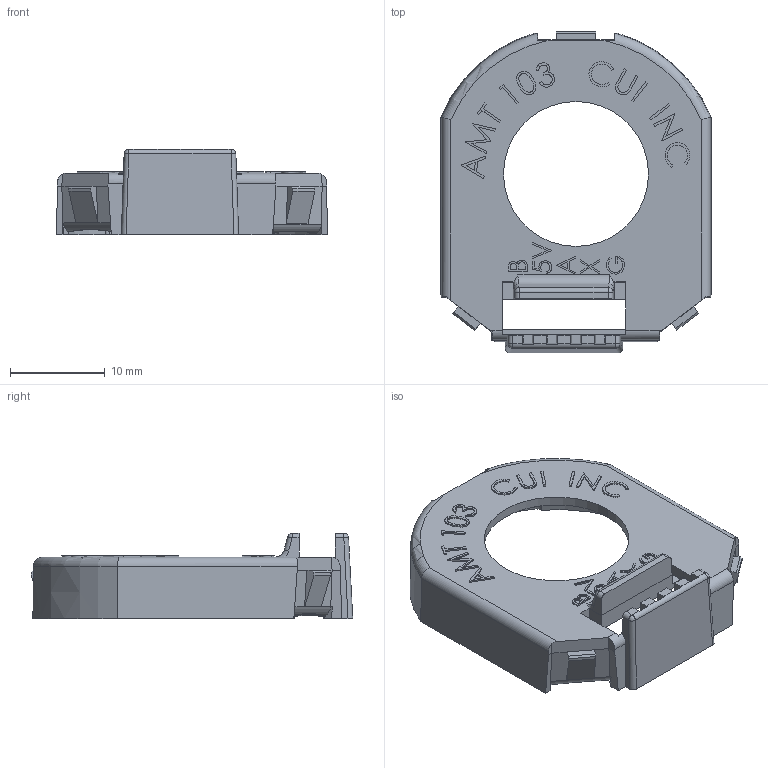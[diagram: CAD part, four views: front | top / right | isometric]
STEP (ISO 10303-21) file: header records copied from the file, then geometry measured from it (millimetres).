
FILE_DESCRIPTION(/* description */ (''),/* implementation_level */ '2;1');
FILE_NAME(/* name */ 'amt103-v_24.ipt.stp',/* time_stamp */ '2016-01-07T16:42:49-08:00',/* author */ ('Autodesk Inc.'),/* organization */ ('Autodesk Inc.'),/* preprocessor_version */ 'ST-DEVELOPER v16.1',/* originating_system */ 'Autodesk Inventor 2016',/* authorisation */ '');
FILE_SCHEMA (('AUTOMOTIVE_DESIGN { 1 0 10303 214 3 1 1 }'));
Length unit declared in the file: millimetre
Products named in the file (1): amt103-v_24
Bounding box: 28.6 x 33.94 x 9 mm (x, y, z)
Volume: 1479.3 mm3; surface area: 2838.8 mm2
Topology: 1 solids, 1 shells, 461 faces, 1229 edges, 805 vertices
Faces by surface type: plane 298, bspline 84, cylinder 54, cone 19, sphere 4, torus 2
Entity records: 19207 total; most frequent: CARTESIAN_POINT 8292, ORIENTED_EDGE 2458, DIRECTION 1889, EDGE_CURVE 1229, LINE 855, VECTOR 855, VERTEX_POINT 805, AXIS2_PLACEMENT_3D 517
